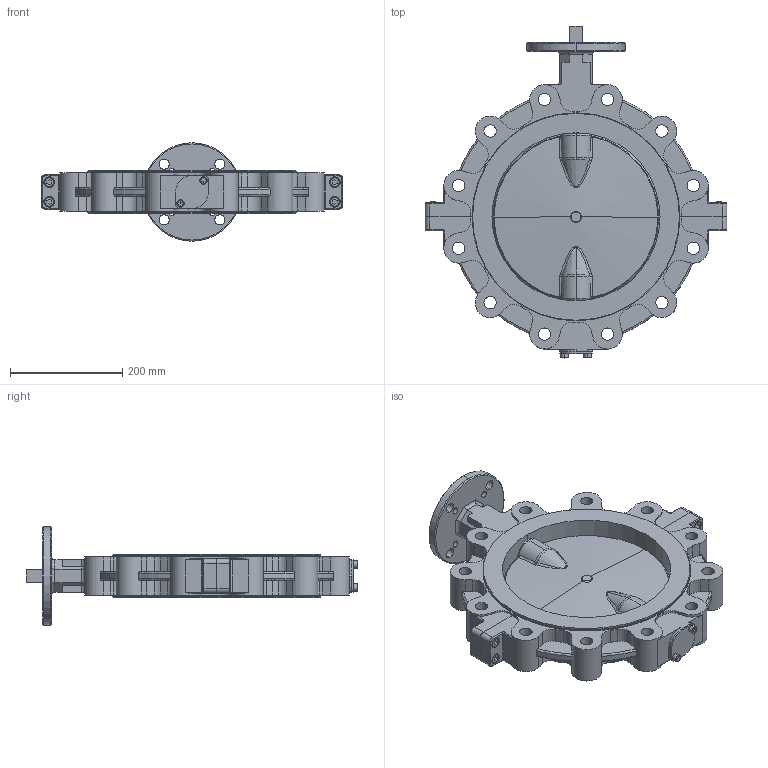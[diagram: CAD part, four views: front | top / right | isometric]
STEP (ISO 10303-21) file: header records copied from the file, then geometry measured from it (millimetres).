
FILE_DESCRIPTION (( 'STEP AP214' ), '1' );
FILE_NAME ('AS-L1-1200-PMR-XA.step', '2019-08-26T11:38:38', ( '' ), ( '' ), 'SwSTEP 2.0', 'SolidWorks 2019', '' );
FILE_SCHEMA (( 'AUTOMOTIVE_DESIGN' ));
Length unit declared in the file: inch
Products named in the file (2): AS-L1-1200-PMR-XA
Bounding box: 536 x 590.4 x 175 mm (x, y, z)
Surface area: 763447.9 mm2 (no closed solid volume)
Topology: 0 solids, 17 shells, 551 faces, 1562 edges, 1019 vertices
Faces by surface type: cylinder 242, plane 168, torus 63, cone 58, bspline 20
Entity records: 27543 total; most frequent: CARTESIAN_POINT 5856, DIRECTION 3190, ORIENTED_EDGE 2884, EDGE_CURVE 1562, AXIS2_PLACEMENT_3D 1235, VERTEX_POINT 1019, VECTOR 720, LINE 720
